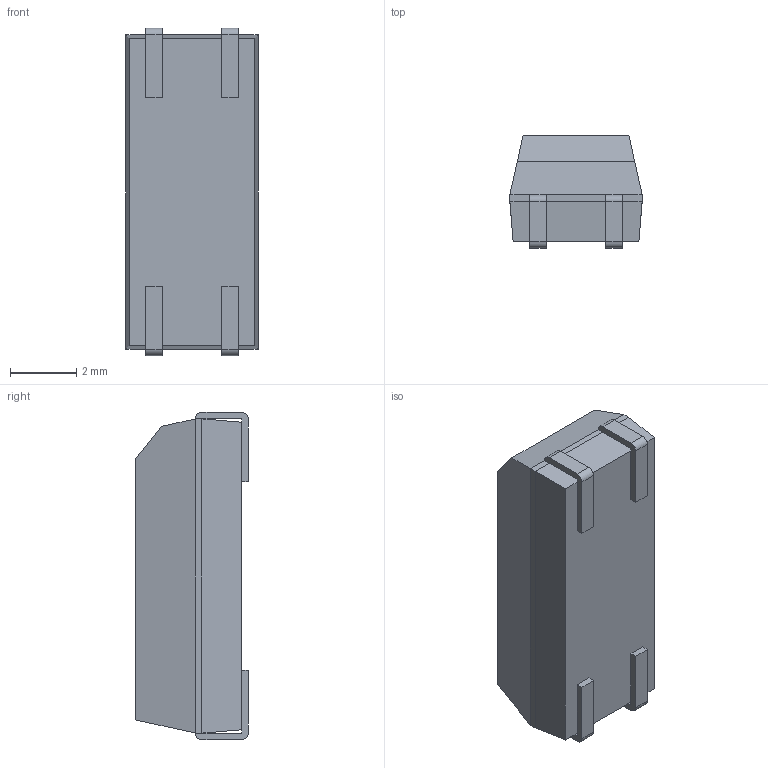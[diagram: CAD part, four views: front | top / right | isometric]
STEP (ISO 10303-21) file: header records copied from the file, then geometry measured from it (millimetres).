
FILE_DESCRIPTION (( 'STEP AP214' ), '1' );
FILE_NAME ('User Library-MG3_SMD.STEP', '2016-03-08T16:31:13', ( 'Windows User' ), ( '' ), 'SwSTEP 2.0', 'SolidWorks 2016', '' );
FILE_SCHEMA (( 'AUTOMOTIVE_DESIGN' ));
Length unit declared in the file: millimetre
Products named in the file (1): User Library-MG3_SMD
Bounding box: 4 x 3.4 x 9.9 mm (x, y, z)
Volume: 111 mm3; surface area: 157.7 mm2
Topology: 1 solids, 1 shells, 249 faces, 685 edges, 446 vertices
Faces by surface type: bspline 138, plane 103, cylinder 8
Entity records: 14756 total; most frequent: CARTESIAN_POINT 6991, ORIENTED_EDGE 1370, EDGE_CURVE 685, DIRECTION 649, VERTEX_POINT 446, LINE 393, VECTOR 393, B_SPLINE_CURVE_WITH_KNOTS 276
